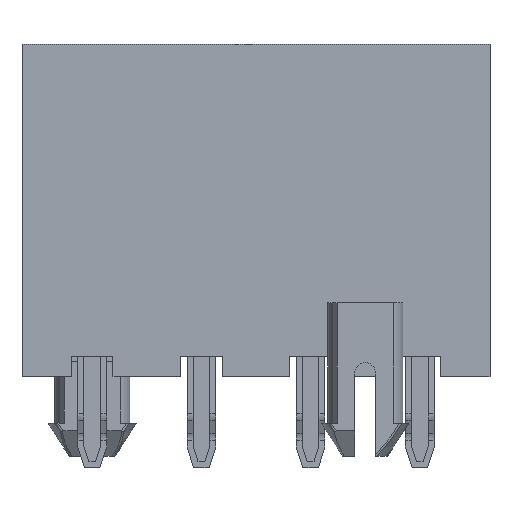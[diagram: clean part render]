
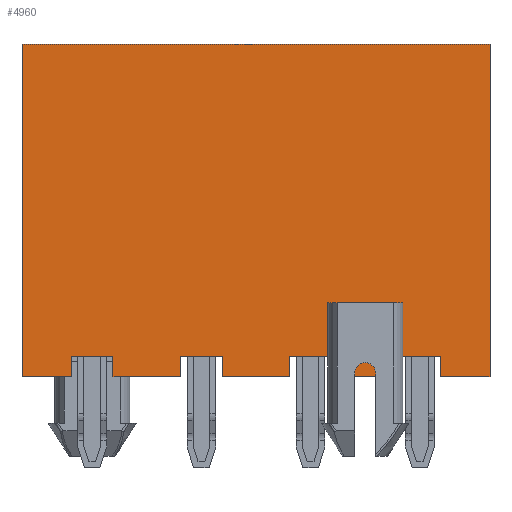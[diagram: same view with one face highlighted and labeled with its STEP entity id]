
A CAD part, front view. The second image highlights one B-rep face of the part: STEP entity #4960.
In plain terms, the highlighted planar face has unit normal (0, -1, 0).
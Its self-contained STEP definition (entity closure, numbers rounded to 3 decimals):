
#319=ORIENTED_EDGE('',*,*,#1821,.T.);
#320=ORIENTED_EDGE('',*,*,#1822,.F.);
#321=ORIENTED_EDGE('',*,*,#1823,.T.);
#322=ORIENTED_EDGE('',*,*,#1824,.T.);
#323=ORIENTED_EDGE('',*,*,#1825,.T.);
#324=ORIENTED_EDGE('',*,*,#1826,.F.);
#325=ORIENTED_EDGE('',*,*,#1827,.T.);
#326=ORIENTED_EDGE('',*,*,#1828,.T.);
#327=ORIENTED_EDGE('',*,*,#1829,.F.);
#328=ORIENTED_EDGE('',*,*,#1830,.F.);
#329=ORIENTED_EDGE('',*,*,#1831,.T.);
#330=ORIENTED_EDGE('',*,*,#1832,.T.);
#331=ORIENTED_EDGE('',*,*,#1833,.T.);
#332=ORIENTED_EDGE('',*,*,#1834,.F.);
#333=ORIENTED_EDGE('',*,*,#1835,.T.);
#334=ORIENTED_EDGE('',*,*,#1836,.T.);
#335=ORIENTED_EDGE('',*,*,#1837,.T.);
#336=ORIENTED_EDGE('',*,*,#1838,.F.);
#337=ORIENTED_EDGE('',*,*,#1839,.T.);
#338=ORIENTED_EDGE('',*,*,#1840,.T.);
#339=ORIENTED_EDGE('',*,*,#1841,.F.);
#340=ORIENTED_EDGE('',*,*,#1842,.F.);
#341=ORIENTED_EDGE('',*,*,#1843,.T.);
#342=ORIENTED_EDGE('',*,*,#1844,.T.);
#1821=EDGE_CURVE('',#2570,#2571,#3054,.T.);
#1822=EDGE_CURVE('',#2572,#2571,#3055,.T.);
#1823=EDGE_CURVE('',#2572,#2573,#3056,.T.);
#1824=EDGE_CURVE('',#2573,#2574,#3057,.T.);
#1825=EDGE_CURVE('',#2574,#2575,#3058,.T.);
#1826=EDGE_CURVE('',#2576,#2575,#3059,.T.);
#1827=EDGE_CURVE('',#2576,#2577,#3060,.T.);
#1828=EDGE_CURVE('',#2577,#2578,#3061,.T.);
#1829=EDGE_CURVE('',#2579,#2578,#3062,.T.);
#1830=EDGE_CURVE('',#2580,#2579,#3063,.T.);
#1831=EDGE_CURVE('',#2580,#2581,#3064,.T.);
#1832=EDGE_CURVE('',#2581,#2582,#3065,.T.);
#1833=EDGE_CURVE('',#2582,#2583,#3066,.T.);
#1834=EDGE_CURVE('',#2584,#2583,#3067,.T.);
#1835=EDGE_CURVE('',#2584,#2585,#3068,.T.);
#1836=EDGE_CURVE('',#2585,#2586,#3069,.T.);
#1837=EDGE_CURVE('',#2586,#2587,#3070,.T.);
#1838=EDGE_CURVE('',#2588,#2587,#3071,.T.);
#1839=EDGE_CURVE('',#2588,#2589,#3072,.T.);
#1840=EDGE_CURVE('',#2589,#2570,#3073,.T.);
#1841=EDGE_CURVE('',#2590,#2591,#3074,.T.);
#1842=EDGE_CURVE('',#2592,#2590,#3075,.T.);
#1843=EDGE_CURVE('',#2592,#2593,#3076,.T.);
#1844=EDGE_CURVE('',#2593,#2591,#3077,.T.);
#2570=VERTEX_POINT('',#7039);
#2571=VERTEX_POINT('',#7040);
#2572=VERTEX_POINT('',#7042);
#2573=VERTEX_POINT('',#7044);
#2574=VERTEX_POINT('',#7046);
#2575=VERTEX_POINT('',#7048);
#2576=VERTEX_POINT('',#7050);
#2577=VERTEX_POINT('',#7052);
#2578=VERTEX_POINT('',#7054);
#2579=VERTEX_POINT('',#7056);
#2580=VERTEX_POINT('',#7058);
#2581=VERTEX_POINT('',#7060);
#2582=VERTEX_POINT('',#7062);
#2583=VERTEX_POINT('',#7064);
#2584=VERTEX_POINT('',#7066);
#2585=VERTEX_POINT('',#7068);
#2586=VERTEX_POINT('',#7070);
#2587=VERTEX_POINT('',#7072);
#2588=VERTEX_POINT('',#7074);
#2589=VERTEX_POINT('',#7076);
#2590=VERTEX_POINT('',#7079);
#2591=VERTEX_POINT('',#7080);
#2592=VERTEX_POINT('',#7082);
#2593=VERTEX_POINT('',#7084);
#3054=LINE('',#7038,#3675);
#3055=LINE('',#7041,#3676);
#3056=LINE('',#7043,#3677);
#3057=LINE('',#7045,#3678);
#3058=LINE('',#7047,#3679);
#3059=LINE('',#7049,#3680);
#3060=LINE('',#7051,#3681);
#3061=LINE('',#7053,#3682);
#3062=LINE('',#7055,#3683);
#3063=LINE('',#7057,#3684);
#3064=LINE('',#7059,#3685);
#3065=LINE('',#7061,#3686);
#3066=LINE('',#7063,#3687);
#3067=LINE('',#7065,#3688);
#3068=LINE('',#7067,#3689);
#3069=LINE('',#7069,#3690);
#3070=LINE('',#7071,#3691);
#3071=LINE('',#7073,#3692);
#3072=LINE('',#7075,#3693);
#3073=LINE('',#7077,#3694);
#3074=LINE('',#7078,#3695);
#3075=LINE('',#7081,#3696);
#3076=LINE('',#7083,#3697);
#3077=LINE('',#7085,#3698);
#3675=VECTOR('',#5655,1000.);
#3676=VECTOR('',#5656,1000.);
#3677=VECTOR('',#5657,1000.);
#3678=VECTOR('',#5658,1000.);
#3679=VECTOR('',#5659,1000.);
#3680=VECTOR('',#5660,1000.);
#3681=VECTOR('',#5661,1000.);
#3682=VECTOR('',#5662,1000.);
#3683=VECTOR('',#5663,1000.);
#3684=VECTOR('',#5664,1000.);
#3685=VECTOR('',#5665,1000.);
#3686=VECTOR('',#5666,1000.);
#3687=VECTOR('',#5667,1000.);
#3688=VECTOR('',#5668,1000.);
#3689=VECTOR('',#5669,1000.);
#3690=VECTOR('',#5670,1000.);
#3691=VECTOR('',#5671,1000.);
#3692=VECTOR('',#5672,1000.);
#3693=VECTOR('',#5673,1000.);
#3694=VECTOR('',#5674,1000.);
#3695=VECTOR('',#5675,1000.);
#3696=VECTOR('',#5676,1000.);
#3697=VECTOR('',#5677,1000.);
#3698=VECTOR('',#5678,1000.);
#4232=EDGE_LOOP('',(#319,#320,#321,#322,#323,#324,#325,#326,#327,#328,#329,
#330,#331,#332,#333,#334,#335,#336,#337,#338));
#4233=EDGE_LOOP('',(#339,#340,#341,#342));
#4497=FACE_BOUND('',#4232,.T.);
#4498=FACE_BOUND('',#4233,.T.);
#4761=PLANE('',#5242);
#4960=ADVANCED_FACE('',(#4497,#4498),#4761,.T.);
#5242=AXIS2_PLACEMENT_3D('',#7037,#5653,#5654);
#5653=DIRECTION('',(0.,-1.,0.));
#5654=DIRECTION('',(0.,0.,-1.));
#5655=DIRECTION('',(0.,0.,-1.));
#5656=DIRECTION('',(-1.,0.,0.));
#5657=DIRECTION('',(0.,0.,1.));
#5658=DIRECTION('',(1.,0.,0.));
#5659=DIRECTION('',(0.,0.,-1.));
#5660=DIRECTION('',(-1.,0.,0.));
#5661=DIRECTION('',(0.,0.,1.));
#5662=DIRECTION('',(-1.,0.,0.));
#5663=DIRECTION('',(0.,0.,1.));
#5664=DIRECTION('',(-1.,0.,0.));
#5665=DIRECTION('',(0.,0.,1.));
#5666=DIRECTION('',(1.,0.,0.));
#5667=DIRECTION('',(0.,0.,-1.));
#5668=DIRECTION('',(-1.,0.,0.));
#5669=DIRECTION('',(0.,0.,1.));
#5670=DIRECTION('',(1.,0.,0.));
#5671=DIRECTION('',(0.,0.,-1.));
#5672=DIRECTION('',(-1.,0.,0.));
#5673=DIRECTION('',(0.,0.,1.));
#5674=DIRECTION('',(1.,0.,0.));
#5675=DIRECTION('',(0.,0.,1.));
#5676=DIRECTION('',(1.,0.,0.));
#5677=DIRECTION('',(0.,0.,1.));
#5678=DIRECTION('',(1.,0.,0.));
#7037=CARTESIAN_POINT('',(9.,-2.7,-6.4));
#7038=CARTESIAN_POINT('',(2.9,-2.7,-5.6));
#7039=CARTESIAN_POINT('',(2.9,-2.7,-5.6));
#7040=CARTESIAN_POINT('',(2.9,-2.7,-6.4));
#7041=CARTESIAN_POINT('',(9.,-2.7,-6.4));
#7042=CARTESIAN_POINT('',(5.5,-2.7,-6.4));
#7043=CARTESIAN_POINT('',(5.5,-2.7,-6.4));
#7044=CARTESIAN_POINT('',(5.5,-2.7,-5.6));
#7045=CARTESIAN_POINT('',(5.5,-2.7,-5.6));
#7046=CARTESIAN_POINT('',(7.1,-2.7,-5.6));
#7047=CARTESIAN_POINT('',(7.1,-2.7,-5.6));
#7048=CARTESIAN_POINT('',(7.1,-2.7,-6.4));
#7049=CARTESIAN_POINT('',(9.,-2.7,-6.4));
#7050=CARTESIAN_POINT('',(9.,-2.7,-6.4));
#7051=CARTESIAN_POINT('',(9.,-2.7,-6.4));
#7052=CARTESIAN_POINT('',(9.,-2.7,6.4));
#7053=CARTESIAN_POINT('',(9.,-2.7,6.4));
#7054=CARTESIAN_POINT('',(-9.,-2.7,6.4));
#7055=CARTESIAN_POINT('',(-9.,-2.7,-6.4));
#7056=CARTESIAN_POINT('',(-9.,-2.7,-6.4));
#7057=CARTESIAN_POINT('',(9.,-2.7,-6.4));
#7058=CARTESIAN_POINT('',(-7.1,-2.7,-6.4));
#7059=CARTESIAN_POINT('',(-7.1,-2.7,-6.4));
#7060=CARTESIAN_POINT('',(-7.1,-2.7,-5.6));
#7061=CARTESIAN_POINT('',(-7.1,-2.7,-5.6));
#7062=CARTESIAN_POINT('',(-5.5,-2.7,-5.6));
#7063=CARTESIAN_POINT('',(-5.5,-2.7,-5.6));
#7064=CARTESIAN_POINT('',(-5.5,-2.7,-6.4));
#7065=CARTESIAN_POINT('',(9.,-2.7,-6.4));
#7066=CARTESIAN_POINT('',(-2.9,-2.7,-6.4));
#7067=CARTESIAN_POINT('',(-2.9,-2.7,-6.4));
#7068=CARTESIAN_POINT('',(-2.9,-2.7,-5.6));
#7069=CARTESIAN_POINT('',(-2.9,-2.7,-5.6));
#7070=CARTESIAN_POINT('',(-1.3,-2.7,-5.6));
#7071=CARTESIAN_POINT('',(-1.3,-2.7,-5.6));
#7072=CARTESIAN_POINT('',(-1.3,-2.7,-6.4));
#7073=CARTESIAN_POINT('',(9.,-2.7,-6.4));
#7074=CARTESIAN_POINT('',(1.3,-2.7,-6.4));
#7075=CARTESIAN_POINT('',(1.3,-2.7,-6.4));
#7076=CARTESIAN_POINT('',(1.3,-2.7,-5.6));
#7077=CARTESIAN_POINT('',(1.3,-2.7,-5.6));
#7078=CARTESIAN_POINT('',(5.275,-2.7,-5.8));
#7079=CARTESIAN_POINT('',(5.275,-2.7,-5.8));
#7080=CARTESIAN_POINT('',(5.275,-2.7,-3.55));
#7081=CARTESIAN_POINT('',(3.125,-2.7,-5.8));
#7082=CARTESIAN_POINT('',(3.125,-2.7,-5.8));
#7083=CARTESIAN_POINT('',(3.125,-2.7,-5.8));
#7084=CARTESIAN_POINT('',(3.125,-2.7,-3.55));
#7085=CARTESIAN_POINT('',(3.125,-2.7,-3.55));
